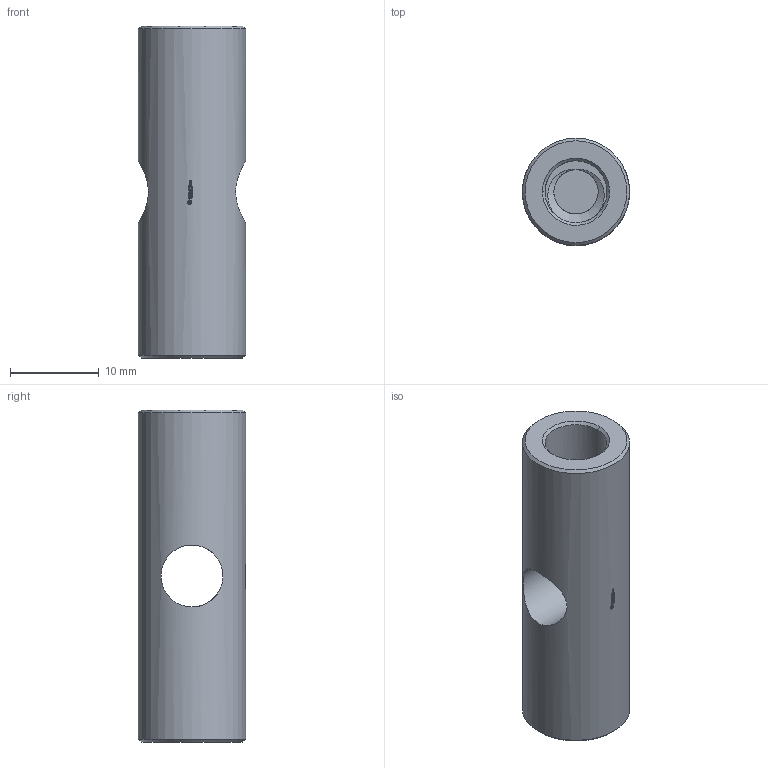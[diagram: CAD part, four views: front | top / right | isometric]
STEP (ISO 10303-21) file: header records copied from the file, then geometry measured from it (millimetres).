
FILE_DESCRIPTION(('FreeCAD Model'),'2;1');
FILE_NAME('Open CASCADE Shape Model','2024-10-31T14:28:44',(''),(''), 'Open CASCADE STEP processor 7.6','FreeCAD','Unknown');
FILE_SCHEMA(('AUTOMOTIVE_DESIGN { 1 0 10303 214 1 1 1 1 }'));
Length unit declared in the file: millimetre
Products named in the file (1): Nut RH BRL CRS SYM ERHRH TRH-H BU03.00x01.00 - SPN-NUT-0073 
(stemfie.org)
Bounding box: 12.1 x 12.1 x 37.5 mm (x, y, z)
Volume: 2884.5 mm3; surface area: 2610.4 mm2
Topology: 1 solids, 1 shells, 475 faces, 1315 edges, 873 vertices
Faces by surface type: plane 301, extrusion 146, bspline 18, cylinder 8, cone 2
Full cylindrical faces by diameter (mm): 7 x1, 12.1 x1
Entity records: 18650 total; most frequent: CARTESIAN_POINT 6986, ORIENTED_EDGE 2630, DIRECTION 1970, EDGE_CURVE 1315, VECTOR 900, VERTEX_POINT 873, LINE 754, AXIS2_PLACEMENT_3D 535
